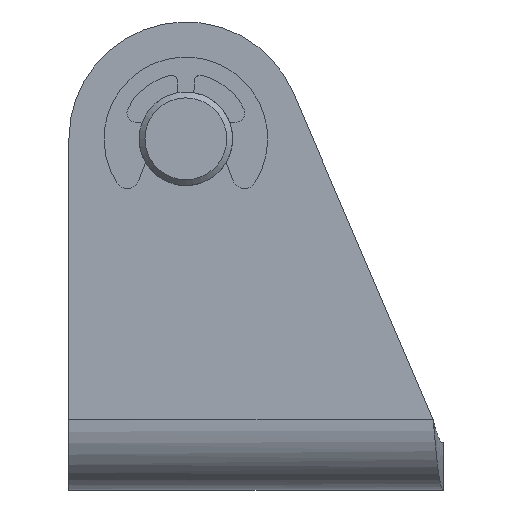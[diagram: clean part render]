
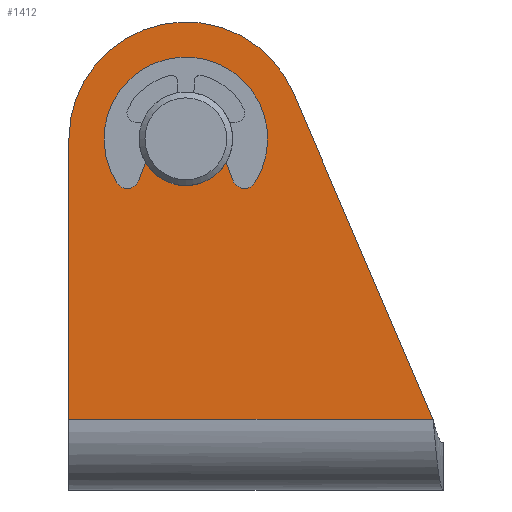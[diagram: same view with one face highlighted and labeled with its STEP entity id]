
A CAD part, top view. The second image highlights one B-rep face of the part: STEP entity #1412.
In plain terms, the highlighted planar face has unit normal (0, 0, 1).
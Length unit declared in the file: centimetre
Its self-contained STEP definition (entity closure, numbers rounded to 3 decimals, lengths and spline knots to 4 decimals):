
#22=FACE_BOUND($,#209,.T.);
#55=PLANE($,#1570);
#122=FACE_OUTER_BOUND($,#208,.T.);
#208=EDGE_LOOP($,(#1154,#1155,#1156,#1157));
#209=EDGE_LOOP($,(#1158,#1159,#1160,#1161,#1162,#1163));
#317=CIRCLE($,#1539,0.7);
#318=CIRCLE($,#1541,0.105);
#329=CIRCLE($,#1567,0.105);
#331=CIRCLE($,#1571,1.);
#332=CIRCLE($,#1572,0.35);
#413=LINE($,#2330,#519);
#434=LINE($,#2393,#540);
#436=LINE($,#2402,#542);
#437=LINE($,#2404,#543);
#438=LINE($,#2407,#544);
#519=VECTOR($,#1869,0.2325);
#540=VECTOR($,#1936,0.2325);
#542=VECTOR($,#1948,3.1144);
#543=VECTOR($,#1949,3.0382);
#544=VECTOR($,#1952,2.4);
#647=VERTEX_POINT($,#2316);
#648=VERTEX_POINT($,#2318);
#649=VERTEX_POINT($,#2322);
#651=VERTEX_POINT($,#2328);
#669=VERTEX_POINT($,#2390);
#670=VERTEX_POINT($,#2392);
#671=VERTEX_POINT($,#2400);
#672=VERTEX_POINT($,#2401);
#673=VERTEX_POINT($,#2403);
#674=VERTEX_POINT($,#2405);
#807=EDGE_CURVE($,#648,#647,#317,.T.);
#810=EDGE_CURVE($,#647,#649,#318,.T.);
#813=EDGE_CURVE($,#649,#651,#413,.T.);
#844=EDGE_CURVE($,#670,#669,#434,.T.);
#846=EDGE_CURVE($,#669,#648,#329,.T.);
#848=EDGE_CURVE($,#671,#672,#436,.T.);
#849=EDGE_CURVE($,#673,#672,#437,.T.);
#850=EDGE_CURVE($,#674,#673,#331,.T.);
#851=EDGE_CURVE($,#671,#674,#438,.T.);
#852=EDGE_CURVE($,#670,#651,#332,.T.);
#1154=ORIENTED_EDGE($,*,*,#848,.T.);
#1155=ORIENTED_EDGE($,*,*,#849,.F.);
#1156=ORIENTED_EDGE($,*,*,#850,.F.);
#1157=ORIENTED_EDGE($,*,*,#851,.F.);
#1158=ORIENTED_EDGE($,*,*,#813,.T.);
#1159=ORIENTED_EDGE($,*,*,#852,.F.);
#1160=ORIENTED_EDGE($,*,*,#844,.T.);
#1161=ORIENTED_EDGE($,*,*,#846,.T.);
#1162=ORIENTED_EDGE($,*,*,#807,.T.);
#1163=ORIENTED_EDGE($,*,*,#810,.T.);
#1412=ADVANCED_FACE($,(#122,#22),#55,.T.);
#1539=AXIS2_PLACEMENT_3D($,#2319,#1857,#1858);
#1541=AXIS2_PLACEMENT_3D($,#2324,#1863,#1864);
#1567=AXIS2_PLACEMENT_3D($,#2396,#1940,#1941);
#1570=AXIS2_PLACEMENT_3D($,#2399,#1946,#1947);
#1571=AXIS2_PLACEMENT_3D($,#2406,#1950,#1951);
#1572=AXIS2_PLACEMENT_3D($,#2408,#1953,#1954);
#1857=DIRECTION('center_axis',(0.,0.,-1.));
#1858=DIRECTION('ref_axis',(0.843,-0.537,0.));
#1863=DIRECTION('center_axis',(0.,0.,-1.));
#1864=DIRECTION('ref_axis',(-0.934,-0.357,0.));
#1869=DIRECTION($,(-0.357,0.934,0.));
#1936=DIRECTION($,(-0.357,-0.934,0.));
#1940=DIRECTION('center_axis',(0.,0.,-1.));
#1941=DIRECTION('ref_axis',(-0.843,-0.537,0.));
#1946=DIRECTION('center_axis',(0.,0.,1.));
#1947=DIRECTION('ref_axis',(1.,0.,0.));
#1948=DIRECTION($,(1.,0.,0.));
#1949=DIRECTION($,(0.393,-0.919,0.));
#1950=DIRECTION('center_axis',(0.,0.,-1.));
#1951=DIRECTION('ref_axis',(-0.919,-0.393,0.));
#1952=DIRECTION($,(0.,1.,0.));
#1953=DIRECTION('center_axis',(0.,0.,1.));
#1954=DIRECTION('ref_axis',(0.,1.,0.));
#2316=CARTESIAN_POINT('',(0.5904,-0.3761,0.4));
#2318=CARTESIAN_POINT('',(-0.5904,-0.3761,0.4));
#2319=CARTESIAN_POINT('Origin',(0.,0.,0.4));
#2322=CARTESIAN_POINT('',(0.4037,-0.3572,0.4));
#2324=CARTESIAN_POINT('Origin',(0.5018,-0.3197,0.4));
#2328=CARTESIAN_POINT('',(0.3208,-0.14,0.4));
#2330=CARTESIAN_POINT($,(0.4037,-0.3572,0.4));
#2390=CARTESIAN_POINT('',(-0.4037,-0.3572,0.4));
#2392=CARTESIAN_POINT('',(-0.3208,-0.14,0.4));
#2393=CARTESIAN_POINT($,(-0.3208,-0.14,0.4));
#2396=CARTESIAN_POINT('Origin',(-0.5018,-0.3197,0.4));
#2399=CARTESIAN_POINT('Origin',(0.3583,-1.3523,0.4));
#2400=CARTESIAN_POINT('',(-1.,-2.4,0.4));
#2401=CARTESIAN_POINT('',(2.1144,-2.4,0.4));
#2402=CARTESIAN_POINT($,(-1.,-2.4,0.4));
#2403=CARTESIAN_POINT('',(0.9194,0.3933,0.4));
#2404=CARTESIAN_POINT($,(0.9194,0.3933,0.4));
#2405=CARTESIAN_POINT('',(-1.,0.,0.4));
#2406=CARTESIAN_POINT('Origin',(0.,0.,0.4));
#2407=CARTESIAN_POINT($,(-1.,-2.4,0.4));
#2408=CARTESIAN_POINT('Origin',(0.,0.,0.4));
